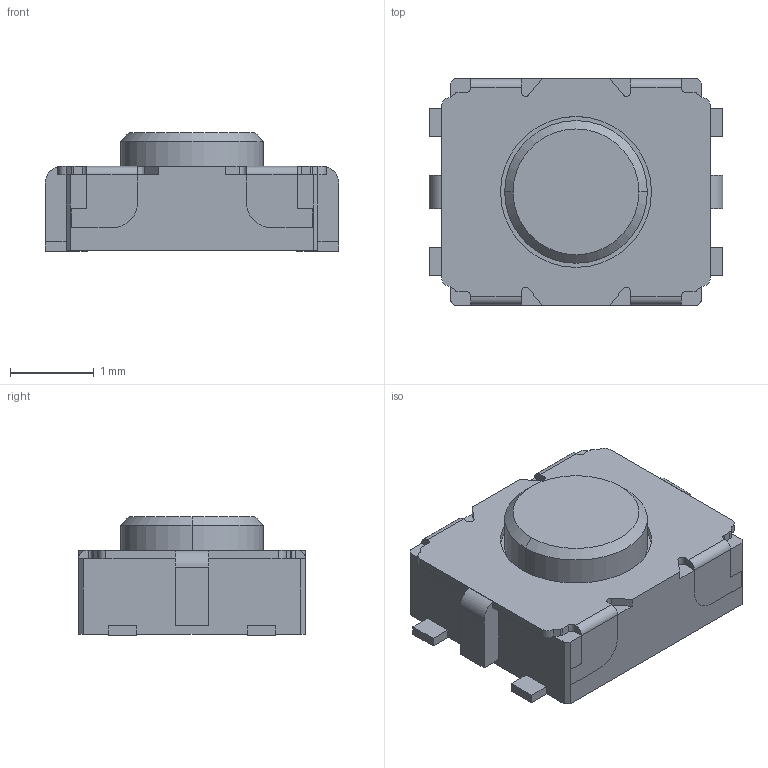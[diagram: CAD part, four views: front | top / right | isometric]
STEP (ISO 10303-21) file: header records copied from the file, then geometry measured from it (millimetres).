
FILE_DESCRIPTION (( 'STEP AP214' ), '1' );
FILE_NAME ('ALPSALPINE SKSGPCE010.STEP', '2021-10-26T08:43:01', ( '' ), ( '' ), 'SwSTEP 2.0', 'SolidWorks 2020', '' );
FILE_SCHEMA (( 'AUTOMOTIVE_DESIGN' ));
Length unit declared in the file: millimetre
Products named in the file (1): ALPSALPINE SKSGPCE010
Bounding box: 3.5 x 2.7 x 1.41 mm (x, y, z)
Volume: 9.2 mm3; surface area: 33.2 mm2
Topology: 1 solids, 1 shells, 134 faces, 376 edges, 246 vertices
Faces by surface type: plane 102, cylinder 30, cone 2
Entity records: 5470 total; most frequent: CARTESIAN_POINT 757, ORIENTED_EDGE 752, DIRECTION 708, EDGE_CURVE 376, LINE 314, VECTOR 314, VERTEX_POINT 246, AXIS2_PLACEMENT_3D 197
